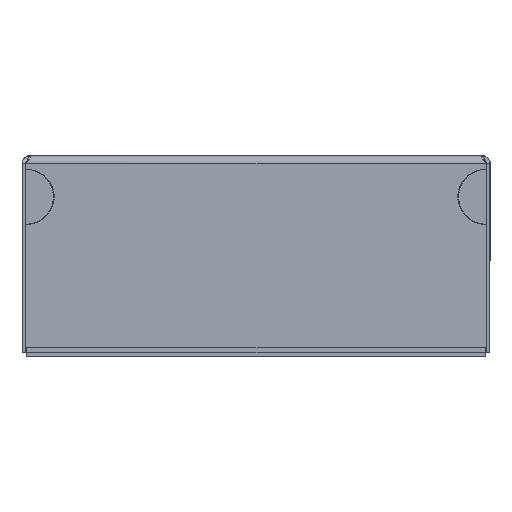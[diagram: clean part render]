
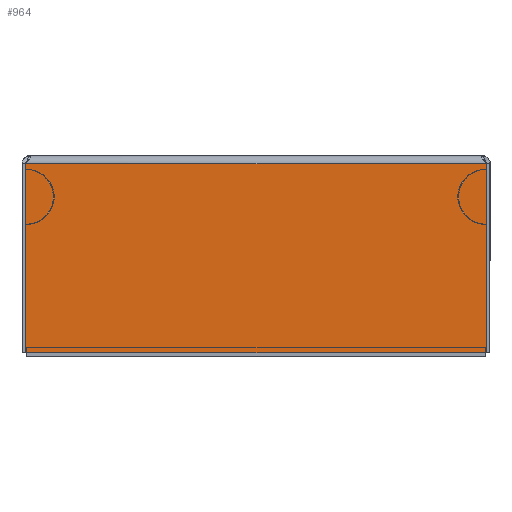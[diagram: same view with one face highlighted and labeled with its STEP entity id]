
A CAD part, left-side view. The second image highlights one B-rep face of the part: STEP entity #964.
In plain terms, the highlighted planar face has unit normal (-1, 0, 0).
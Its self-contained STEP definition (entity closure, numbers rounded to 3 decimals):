
#31=FACE_BOUND('',#149,.T.);
#32=FACE_BOUND('',#150,.T.);
#39=CIRCLE('',#1050,6.);
#41=CIRCLE('',#1053,6.);
#43=CIRCLE('',#1058,6.);
#44=CIRCLE('',#1059,6.);
#91=FACE_OUTER_BOUND('',#148,.T.);
#148=EDGE_LOOP('',(#653,#654,#655,#656));
#149=EDGE_LOOP('',(#657,#658));
#150=EDGE_LOOP('',(#659,#660));
#224=LINE('',#1469,#311);
#228=LINE('',#1478,#315);
#232=LINE('',#1485,#319);
#233=LINE('',#1486,#320);
#311=VECTOR('',#1196,10.);
#315=VECTOR('',#1202,10.);
#319=VECTOR('',#1208,10.);
#320=VECTOR('',#1209,10.);
#410=VERTEX_POINT('',#1449);
#412=VERTEX_POINT('',#1452);
#414=VERTEX_POINT('',#1458);
#416=VERTEX_POINT('',#1461);
#418=VERTEX_POINT('',#1467);
#419=VERTEX_POINT('',#1468);
#422=VERTEX_POINT('',#1476);
#423=VERTEX_POINT('',#1477);
#498=EDGE_CURVE('',#412,#410,#39,.T.);
#502=EDGE_CURVE('',#416,#414,#41,.T.);
#505=EDGE_CURVE('',#418,#419,#224,.T.);
#509=EDGE_CURVE('',#422,#423,#228,.T.);
#513=EDGE_CURVE('',#418,#423,#232,.T.);
#514=EDGE_CURVE('',#419,#422,#233,.T.);
#515=EDGE_CURVE('',#410,#412,#43,.T.);
#516=EDGE_CURVE('',#414,#416,#44,.T.);
#653=ORIENTED_EDGE('',*,*,#505,.F.);
#654=ORIENTED_EDGE('',*,*,#513,.T.);
#655=ORIENTED_EDGE('',*,*,#509,.F.);
#656=ORIENTED_EDGE('',*,*,#514,.F.);
#657=ORIENTED_EDGE('',*,*,#515,.T.);
#658=ORIENTED_EDGE('',*,*,#498,.T.);
#659=ORIENTED_EDGE('',*,*,#516,.T.);
#660=ORIENTED_EDGE('',*,*,#502,.T.);
#868=PLANE('',#1057);
#964=ADVANCED_FACE('',(#91,#31,#32),#868,.T.);
#1050=AXIS2_PLACEMENT_3D('',#1453,#1181,#1182);
#1053=AXIS2_PLACEMENT_3D('',#1462,#1189,#1190);
#1057=AXIS2_PLACEMENT_3D('',#1484,#1206,#1207);
#1058=AXIS2_PLACEMENT_3D('',#1487,#1210,#1211);
#1059=AXIS2_PLACEMENT_3D('',#1488,#1212,#1213);
#1181=DIRECTION('center_axis',(-1.,0.,0.));
#1182=DIRECTION('ref_axis',(0.,0.,
1.));
#1189=DIRECTION('center_axis',(-1.,0.,0.));
#1190=DIRECTION('ref_axis',(0.,0.,-1.));
#1196=DIRECTION('',(0.,0.,-1.));
#1202=DIRECTION('',(0.,0.,1.));
#1206=DIRECTION('center_axis',(-1.,0.,0.));
#1207=DIRECTION('ref_axis',(0.,0.,
1.));
#1208=DIRECTION('',(0.,1.,0.));
#1209=DIRECTION('',(0.,1.,0.));
#1210=DIRECTION('center_axis',(1.,0.,0.));
#1211=DIRECTION('ref_axis',(0.,-0.027,1.));
#1212=DIRECTION('center_axis',(1.,0.,0.));
#1213=DIRECTION('ref_axis',(0.,0.027,-1.));
#1449=CARTESIAN_POINT('',(-87.5,-50.082,28.801));
#1452=CARTESIAN_POINT('',(-87.5,-50.082,40.799));
#1453=CARTESIAN_POINT('Origin',(-87.5,-50.165,34.8));
#1458=CARTESIAN_POINT('',(-87.5,50.082,40.799));
#1461=CARTESIAN_POINT('',(-87.5,50.082,28.801));
#1462=CARTESIAN_POINT('Origin',(-87.5,50.165,34.8));
#1467=CARTESIAN_POINT('',(-87.5,-50.165,42.));
#1468=CARTESIAN_POINT('',(-87.5,-50.165,0.8));
#1469=CARTESIAN_POINT('',(-87.5,-50.165,42.));
#1476=CARTESIAN_POINT('',(-87.5,50.165,0.8));
#1477=CARTESIAN_POINT('',(-87.5,50.165,42.));
#1478=CARTESIAN_POINT('',(-87.5,50.165,42.));
#1484=CARTESIAN_POINT('Origin',(-87.5,0.,22.11));
#1485=CARTESIAN_POINT('',(-87.5,0.,42.));
#1486=CARTESIAN_POINT('',(-87.5,-50.165,0.8));
#1487=CARTESIAN_POINT('Origin',(-87.5,-50.,34.8));
#1488=CARTESIAN_POINT('Origin',(-87.5,50.,34.8));
